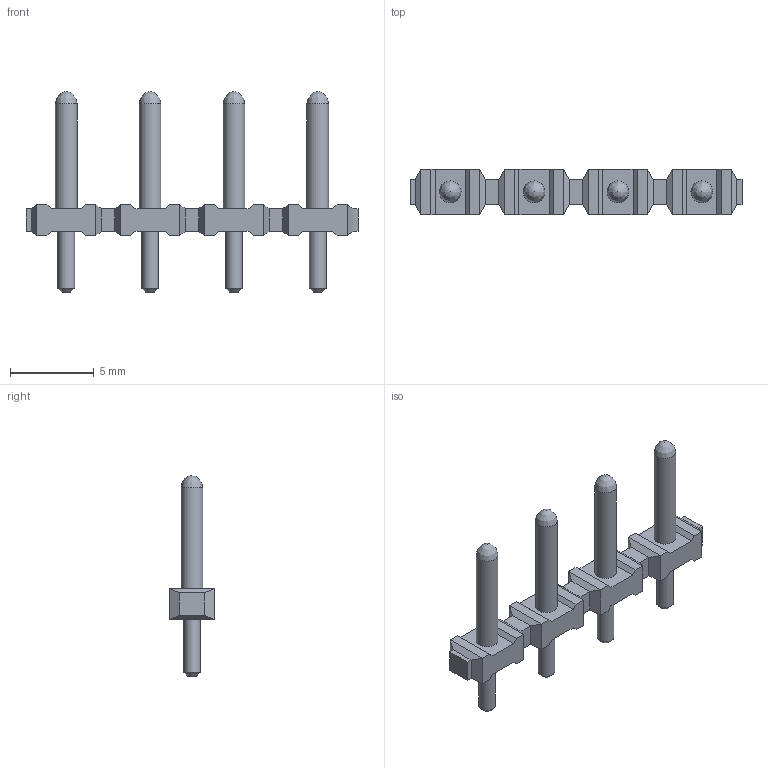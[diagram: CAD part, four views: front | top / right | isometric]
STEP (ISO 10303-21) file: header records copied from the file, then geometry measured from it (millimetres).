
FILE_DESCRIPTION(/* description */ (''),/* implementation_level */ '2;1');
FILE_NAME(/* name */ '101003616ugm000_a.stp',/* time_stamp */ '2022-06-23T05:04:32+02:00',/* author */ (''),/* organization */ (''),/* preprocessor_version */ 'ST-DEVELOPER v16.7',/* originating_system */ 'SIEMENS PLM Software NX 1911',/* authorisation */ '');
FILE_SCHEMA (('AUTOMOTIVE_DESIGN { 1 0 10303 214 3 1 1 1 }'));
Length unit declared in the file: millimetre
Products named in the file (1): 101003616ugm000_a
Bounding box: 19.8 x 2.7 x 12 mm (x, y, z)
Volume: 121.4 mm3; surface area: 329 mm2
Topology: 1 solids, 1 shells, 122 faces, 284 edges, 169 vertices
Faces by surface type: plane 106, cylinder 8, cone 4, bspline 4
Full cylindrical faces by diameter (mm): 1 x4, 1.3 x4
Entity records: 4146 total; most frequent: CARTESIAN_POINT 648, DIRECTION 514, ORIENTED_EDGE 512, EDGE_CURVE 256, LINE 236, VECTOR 236, VERTEX_POINT 160, EDGE_LOOP 142
